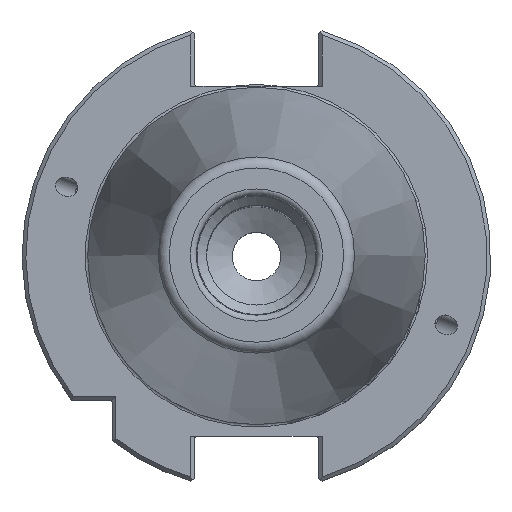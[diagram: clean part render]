
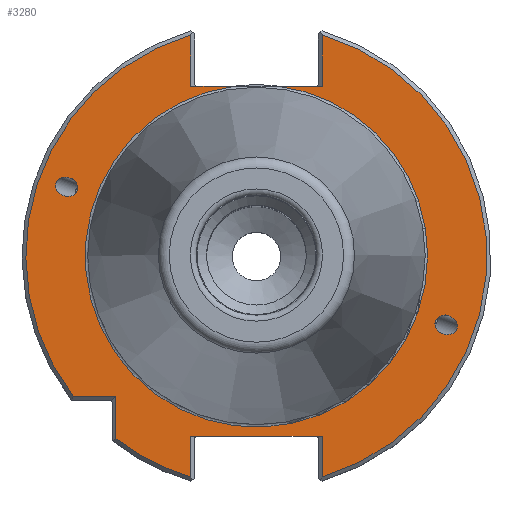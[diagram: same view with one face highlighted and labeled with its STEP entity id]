
A CAD part, top view. The second image highlights one B-rep face of the part: STEP entity #3280.
In plain terms, the highlighted planar face has unit normal (0, 0, 1).
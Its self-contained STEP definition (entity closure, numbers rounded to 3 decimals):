
#20=ELLIPSE('',#3476,2.381,1.95);
#23=ELLIPSE('',#3489,2.381,1.95);
#60=LINE('',#4839,#160);
#64=LINE('',#4855,#164);
#76=LINE('',#5011,#176);
#81=LINE('',#5025,#181);
#102=LINE('',#5091,#202);
#103=LINE('',#5093,#203);
#104=LINE('',#5095,#204);
#105=LINE('',#5096,#205);
#106=LINE('',#5097,#206);
#160=VECTOR('',#3943,1000.);
#164=VECTOR('',#3953,1000.);
#176=VECTOR('',#4049,1000.);
#181=VECTOR('',#4060,1000.);
#202=VECTOR('',#4119,1000.);
#203=VECTOR('',#4122,1000.);
#204=VECTOR('',#4123,1000.);
#205=VECTOR('',#4124,1000.);
#206=VECTOR('',#4125,1000.);
#326=PLANE('',#3545);
#423=CIRCLE('',#3482,47.95);
#425=CIRCLE('',#3485,35.591);
#426=CIRCLE('',#3487,47.95);
#427=CIRCLE('',#3491,47.95);
#888=ORIENTED_EDGE('',*,*,#1218,.F.);
#889=ORIENTED_EDGE('',*,*,#1217,.T.);
#890=ORIENTED_EDGE('',*,*,#1298,.T.);
#891=ORIENTED_EDGE('',*,*,#1299,.F.);
#892=ORIENTED_EDGE('',*,*,#1300,.T.);
#893=ORIENTED_EDGE('',*,*,#1220,.T.);
#894=ORIENTED_EDGE('',*,*,#1268,.T.);
#895=ORIENTED_EDGE('',*,*,#1301,.F.);
#896=ORIENTED_EDGE('',*,*,#1215,.F.);
#897=ORIENTED_EDGE('',*,*,#1302,.F.);
#898=ORIENTED_EDGE('',*,*,#1261,.T.);
#899=ORIENTED_EDGE('',*,*,#1212,.T.);
#900=ORIENTED_EDGE('',*,*,#1211,.T.);
#901=ORIENTED_EDGE('',*,*,#1204,.T.);
#902=ORIENTED_EDGE('',*,*,#1202,.F.);
#1202=EDGE_CURVE('',#1484,#1484,#20,.T.);
#1204=EDGE_CURVE('',#1486,#1485,#60,.T.);
#1211=EDGE_CURVE('',#1489,#1486,#64,.T.);
#1212=EDGE_CURVE('',#1491,#1489,#423,.T.);
#1215=EDGE_CURVE('',#1493,#1492,#425,.T.);
#1217=EDGE_CURVE('',#1485,#1494,#426,.T.);
#1218=EDGE_CURVE('',#1495,#1495,#23,.T.);
#1220=EDGE_CURVE('',#1498,#1497,#427,.T.);
#1261=EDGE_CURVE('',#1521,#1491,#76,.T.);
#1268=EDGE_CURVE('',#1497,#1526,#81,.T.);
#1298=EDGE_CURVE('',#1494,#1544,#102,.T.);
#1299=EDGE_CURVE('',#1545,#1544,#103,.T.);
#1300=EDGE_CURVE('',#1545,#1498,#104,.T.);
#1301=EDGE_CURVE('',#1492,#1526,#105,.T.);
#1302=EDGE_CURVE('',#1521,#1493,#106,.T.);
#1484=VERTEX_POINT('',#4832);
#1485=VERTEX_POINT('',#4838);
#1486=VERTEX_POINT('',#4840);
#1489=VERTEX_POINT('',#4851);
#1491=VERTEX_POINT('',#4858);
#1492=VERTEX_POINT('',#4865);
#1493=VERTEX_POINT('',#4866);
#1494=VERTEX_POINT('',#4873);
#1495=VERTEX_POINT('',#4877);
#1497=VERTEX_POINT('',#4884);
#1498=VERTEX_POINT('',#4886);
#1521=VERTEX_POINT('',#5012);
#1526=VERTEX_POINT('',#5024);
#1544=VERTEX_POINT('',#5090);
#1545=VERTEX_POINT('',#5094);
#1830=EDGE_LOOP('',(#888));
#1831=EDGE_LOOP('',(#889,#890,#891,#892,#893,#894,#895,#896,#897,#898,#899,
#900,#901));
#1832=EDGE_LOOP('',(#902));
#2055=FACE_BOUND('',#1830,.T.);
#2056=FACE_BOUND('',#1831,.T.);
#2057=FACE_BOUND('',#1832,.T.);
#3280=ADVANCED_FACE('',(#2055,#2056,#2057),#326,.T.);
#3476=AXIS2_PLACEMENT_3D('',#4831,#3939,#3940);
#3482=AXIS2_PLACEMENT_3D('',#4857,#3956,#3957);
#3485=AXIS2_PLACEMENT_3D('',#4867,#3962,#3963);
#3487=AXIS2_PLACEMENT_3D('',#4874,#3966,#3967);
#3489=AXIS2_PLACEMENT_3D('',#4876,#3970,#3971);
#3491=AXIS2_PLACEMENT_3D('',#4885,#3974,#3975);
#3545=AXIS2_PLACEMENT_3D('',#5092,#4120,#4121);
#3939=DIRECTION('',(0.,0.,1.));
#3940=DIRECTION('',(-0.94,0.342,0.));
#3943=DIRECTION('',(0.,-1.,0.));
#3953=DIRECTION('',(1.,0.,0.));
#3956=DIRECTION('',(0.,0.,1.));
#3957=DIRECTION('',(1.,0.,0.));
#3962=DIRECTION('',(0.,0.,1.));
#3963=DIRECTION('',(1.,0.,0.));
#3966=DIRECTION('',(0.,0.,1.));
#3967=DIRECTION('',(1.,0.,0.));
#3970=DIRECTION('',(0.,0.,1.));
#3971=DIRECTION('',(0.94,-0.342,0.));
#3974=DIRECTION('',(0.,0.,1.));
#3975=DIRECTION('',(1.,0.,0.));
#4049=DIRECTION('',(0.,1.,0.));
#4060=DIRECTION('',(0.,-1.,0.));
#4119=DIRECTION('',(0.,1.,0.));
#4120=DIRECTION('',(0.,0.,1.));
#4121=DIRECTION('',(1.,0.,0.));
#4122=DIRECTION('',(-1.,0.,0.));
#4123=DIRECTION('',(0.,-1.,0.));
#4124=DIRECTION('',(1.,0.,0.));
#4125=DIRECTION('',(1.,0.,0.));
#4831=CARTESIAN_POINT('',(39.467,-14.365,-3.2));
#4832=CARTESIAN_POINT('',(37.23,-13.551,-3.2));
#4838=CARTESIAN_POINT('',(-29.2,-38.034,-3.2));
#4839=CARTESIAN_POINT('',(-29.2,-38.616,-3.2));
#4840=CARTESIAN_POINT('',(-29.2,-29.2,-3.2));
#4851=CARTESIAN_POINT('',(-38.034,-29.2,-3.2));
#4855=CARTESIAN_POINT('',(-30.,-29.2,-3.2));
#4857=CARTESIAN_POINT('',(0.,0.,-3.2));
#4858=CARTESIAN_POINT('',(-13.65,45.966,-3.2));
#4865=CARTESIAN_POINT('',(4.543,35.3,-3.2));
#4866=CARTESIAN_POINT('',(-4.543,35.3,-3.2));
#4867=CARTESIAN_POINT('',(0.,0.,-3.2));
#4873=CARTESIAN_POINT('',(-13.65,-45.966,-3.2));
#4874=CARTESIAN_POINT('',(0.,0.,-3.2));
#4876=CARTESIAN_POINT('',(-39.467,14.365,-3.2));
#4877=CARTESIAN_POINT('',(-37.23,13.551,-3.2));
#4884=CARTESIAN_POINT('',(13.65,45.966,-3.2));
#4885=CARTESIAN_POINT('',(0.,0.,-3.2));
#4886=CARTESIAN_POINT('',(13.65,-45.966,-3.2));
#5011=CARTESIAN_POINT('',(-13.65,47.181,-3.2));
#5012=CARTESIAN_POINT('',(-13.65,35.3,-3.2));
#5024=CARTESIAN_POINT('',(13.65,35.3,-3.2));
#5025=CARTESIAN_POINT('',(13.65,35.3,-3.2));
#5090=CARTESIAN_POINT('',(-13.65,-37.5,-3.2));
#5091=CARTESIAN_POINT('',(-13.65,-37.5,-3.2));
#5092=CARTESIAN_POINT('',(35.591,0.,-3.2));
#5093=CARTESIAN_POINT('',(12.85,-37.5,-3.2));
#5094=CARTESIAN_POINT('',(13.65,-37.5,-3.2));
#5095=CARTESIAN_POINT('',(13.65,-47.181,-3.2));
#5096=CARTESIAN_POINT('',(-12.85,35.3,-3.2));
#5097=CARTESIAN_POINT('',(-12.85,35.3,-3.2));
